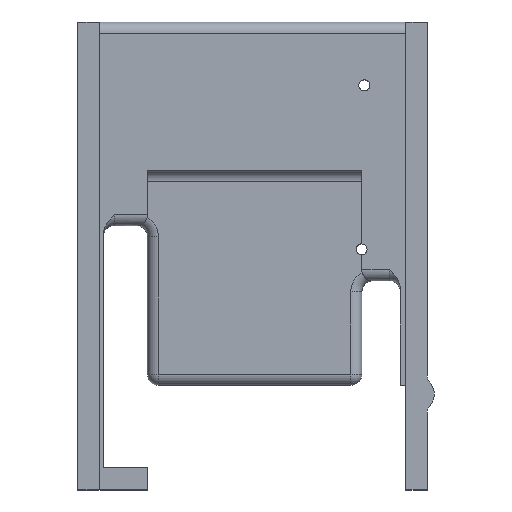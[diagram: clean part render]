
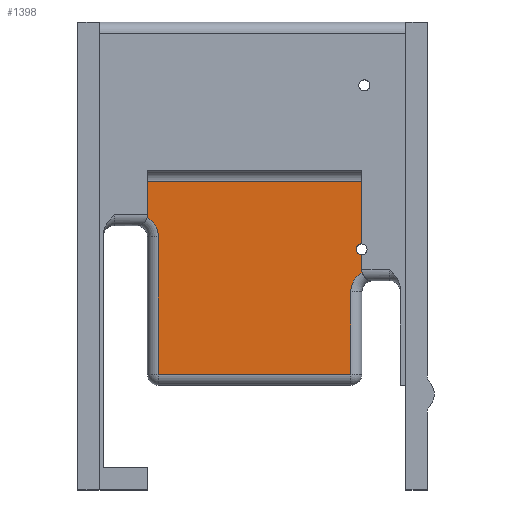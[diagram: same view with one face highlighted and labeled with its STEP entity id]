
A CAD part, top view. The second image highlights one B-rep face of the part: STEP entity #1398.
In plain terms, the highlighted planar face has unit normal (0, 0, 1).
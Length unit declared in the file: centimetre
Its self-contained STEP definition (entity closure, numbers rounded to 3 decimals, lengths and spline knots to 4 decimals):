
#542=CARTESIAN_POINT('',(1.9914,3.95,0.4));
#543=VERTEX_POINT('',#542);
#571=CARTESIAN_POINT('',(1.785,3.6,0.4));
#572=VERTEX_POINT('',#571);
#573=CARTESIAN_POINT('',(2.185,3.6,0.4));
#574=DIRECTION('',(-0.,0.,1.));
#575=DIRECTION('',(-0.707,0.707,-0.));
#576=AXIS2_PLACEMENT_3D('',#573,#574,#575);
#577=CIRCLE('',#576,0.4);
#578=EDGE_CURVE('',#543,#572,#577,.T.);
#604=CARTESIAN_POINT('',(1.785,2.1,0.4));
#605=VERTEX_POINT('',#604);
#620=CARTESIAN_POINT('',(1.785,3.8701,0.4));
#621=DIRECTION('',(0.,-1.,0.));
#622=VECTOR('',#621,1.9901);
#623=LINE('',#620,#622);
#624=EDGE_CURVE('',#572,#605,#623,.T.);
#1286=CARTESIAN_POINT('',(-1.71,2.1,0.4));
#1287=VERTEX_POINT('',#1286);
#1288=CARTESIAN_POINT('',(2.605,2.1,0.4));
#1289=DIRECTION('',(-1.,0.,-0.));
#1290=VECTOR('',#1289,5.135);
#1291=LINE('',#1288,#1290);
#1292=EDGE_CURVE('',#605,#1287,#1291,.T.);
#1305=CARTESIAN_POINT('',(0.0375,2.9,0.4));
#1306=DIRECTION('',(-0.,0.,1.));
#1307=DIRECTION('',(1.,0.,0.));
#1308=AXIS2_PLACEMENT_3D('',#1305,#1306,#1307);
#1309=PLANE('',#1308);
#1310=ORIENTED_EDGE('',*,*,#624,.F.);
#1311=ORIENTED_EDGE('',*,*,#578,.F.);
#1312=CARTESIAN_POINT('',(1.985,4.,0.4));
#1313=VERTEX_POINT('',#1312);
#1314=CARTESIAN_POINT('',(2.185,4.,0.4));
#1315=DIRECTION('',(0.,-0.,-1.));
#1316=DIRECTION('',(-0.707,-0.707,0.));
#1317=AXIS2_PLACEMENT_3D('',#1314,#1315,#1316);
#1318=CIRCLE('',#1317,0.2);
#1319=EDGE_CURVE('',#543,#1313,#1318,.T.);
#1320=ORIENTED_EDGE('',*,*,#1319,.T.);
#1321=CARTESIAN_POINT('',(1.985,4.2701,0.4));
#1322=VERTEX_POINT('',#1321);
#1323=CARTESIAN_POINT('',(1.985,-12345.,0.4));
#1324=DIRECTION('',(-0.,1.,0.));
#1325=VECTOR('',#1324,24690.);
#1326=LINE('',#1323,#1325);
#1327=EDGE_CURVE('',#1313,#1322,#1326,.T.);
#1328=ORIENTED_EDGE('',*,*,#1327,.T.);
#1329=CARTESIAN_POINT('',(1.88,4.37,0.4));
#1330=VERTEX_POINT('',#1329);
#1331=CARTESIAN_POINT('',(1.98,4.37,0.4));
#1332=DIRECTION('',(-0.,0.,1.));
#1333=DIRECTION('',(1.,0.,0.));
#1334=AXIS2_PLACEMENT_3D('',#1331,#1332,#1333);
#1335=CIRCLE('',#1334,0.1);
#1336=EDGE_CURVE('',#1330,#1322,#1335,.T.);
#1337=ORIENTED_EDGE('',*,*,#1336,.F.);
#1338=CARTESIAN_POINT('',(1.985,4.4699,0.4));
#1339=VERTEX_POINT('',#1338);
#1340=CARTESIAN_POINT('',(1.98,4.37,0.4));
#1341=DIRECTION('',(-0.,0.,1.));
#1342=DIRECTION('',(1.,0.,0.));
#1343=AXIS2_PLACEMENT_3D('',#1340,#1341,#1342);
#1344=CIRCLE('',#1343,0.1);
#1345=EDGE_CURVE('',#1339,#1330,#1344,.T.);
#1346=ORIENTED_EDGE('',*,*,#1345,.F.);
#1347=CARTESIAN_POINT('',(1.985,5.6,0.4));
#1348=VERTEX_POINT('',#1347);
#1349=CARTESIAN_POINT('',(1.985,-12345.,0.4));
#1350=DIRECTION('',(-0.,1.,0.));
#1351=VECTOR('',#1350,24690.);
#1352=LINE('',#1349,#1351);
#1353=EDGE_CURVE('',#1339,#1348,#1352,.T.);
#1354=ORIENTED_EDGE('',*,*,#1353,.T.);
#1355=CARTESIAN_POINT('',(-1.91,5.6,0.4));
#1356=VERTEX_POINT('',#1355);
#1357=CARTESIAN_POINT('',(-2.53,5.6,0.4));
#1358=DIRECTION('',(1.,0.,0.));
#1359=VECTOR('',#1358,5.135);
#1360=LINE('',#1357,#1359);
#1361=EDGE_CURVE('',#1356,#1348,#1360,.T.);
#1362=ORIENTED_EDGE('',*,*,#1361,.F.);
#1363=CARTESIAN_POINT('',(-1.91,5.,0.4));
#1364=VERTEX_POINT('',#1363);
#1365=CARTESIAN_POINT('',(-1.91,12350.8,0.4));
#1366=DIRECTION('',(0.,-1.,0.));
#1367=VECTOR('',#1366,24690.);
#1368=LINE('',#1365,#1367);
#1369=EDGE_CURVE('',#1356,#1364,#1368,.T.);
#1370=ORIENTED_EDGE('',*,*,#1369,.T.);
#1371=CARTESIAN_POINT('',(-1.9164,4.95,0.4));
#1372=VERTEX_POINT('',#1371);
#1373=CARTESIAN_POINT('',(-2.11,5.,0.4));
#1374=DIRECTION('',(0.,0.,1.));
#1375=DIRECTION('',(0.707,-0.707,0.));
#1376=AXIS2_PLACEMENT_3D('',#1373,#1374,#1375);
#1377=CIRCLE('',#1376,0.2);
#1378=EDGE_CURVE('',#1372,#1364,#1377,.T.);
#1379=ORIENTED_EDGE('',*,*,#1378,.F.);
#1380=CARTESIAN_POINT('',(-1.71,4.6,0.4));
#1381=VERTEX_POINT('',#1380);
#1382=CARTESIAN_POINT('',(-2.11,4.6,0.4));
#1383=DIRECTION('',(-0.,0.,1.));
#1384=DIRECTION('',(0.707,0.707,-0.));
#1385=AXIS2_PLACEMENT_3D('',#1382,#1383,#1384);
#1386=CIRCLE('',#1385,0.4);
#1387=EDGE_CURVE('',#1381,#1372,#1386,.T.);
#1388=ORIENTED_EDGE('',*,*,#1387,.F.);
#1389=CARTESIAN_POINT('',(-1.71,1.88,0.4));
#1390=DIRECTION('',(0.,1.,-0.));
#1391=VECTOR('',#1390,2.9936);
#1392=LINE('',#1389,#1391);
#1393=EDGE_CURVE('',#1287,#1381,#1392,.T.);
#1394=ORIENTED_EDGE('',*,*,#1393,.F.);
#1395=ORIENTED_EDGE('',*,*,#1292,.F.);
#1396=EDGE_LOOP('',(#1310,#1311,#1320,#1328,#1337,#1346,#1354,#1362,#1370,#1379,#1388,#1394,#1395));
#1397=FACE_BOUND('',#1396,.T.);
#1398=ADVANCED_FACE('',(#1397),#1309,.T.);
